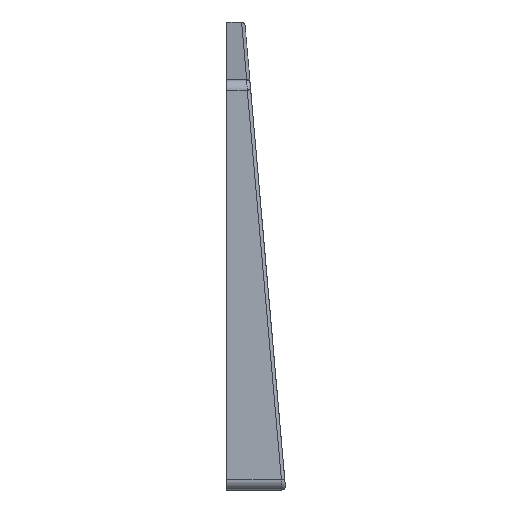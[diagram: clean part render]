
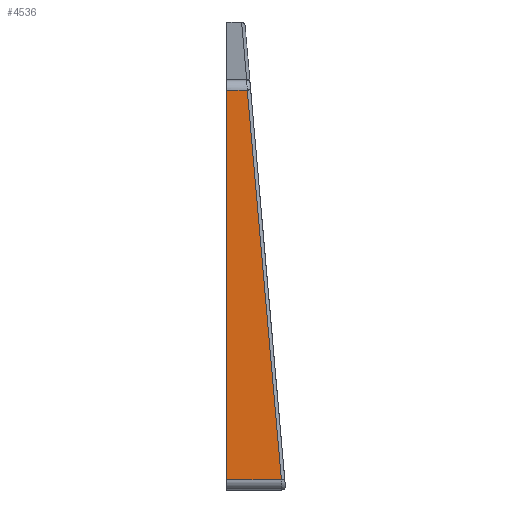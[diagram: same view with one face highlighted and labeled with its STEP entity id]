
A CAD part, left-side view. The second image highlights one B-rep face of the part: STEP entity #4536.
In plain terms, the highlighted planar face has unit normal (-1, 0, 0).
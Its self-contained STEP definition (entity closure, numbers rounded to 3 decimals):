
#208=PLANE('',#4981);
#467=FACE_OUTER_BOUND('',#739,.T.);
#739=EDGE_LOOP('',(#4096,#4097,#4098,#4099));
#1026=LINE('',#7398,#1451);
#1148=LINE('',#7785,#1573);
#1161=LINE('',#7944,#1586);
#1162=LINE('',#7946,#1587);
#1451=VECTOR('',#5786,10.);
#1573=VECTOR('',#6160,10.);
#1586=VECTOR('',#6227,10.);
#1587=VECTOR('',#6230,10.);
#2116=VERTEX_POINT('',#7395);
#2117=VERTEX_POINT('',#7397);
#2205=VERTEX_POINT('',#7779);
#2206=VERTEX_POINT('',#7783);
#2659=EDGE_CURVE('',#2117,#2116,#1026,.T.);
#2830=EDGE_CURVE('',#2206,#2205,#1148,.T.);
#2857=EDGE_CURVE('',#2205,#2116,#1161,.T.);
#2858=EDGE_CURVE('',#2117,#2206,#1162,.T.);
#4096=ORIENTED_EDGE('',*,*,#2830,.F.);
#4097=ORIENTED_EDGE('',*,*,#2858,.F.);
#4098=ORIENTED_EDGE('',*,*,#2659,.T.);
#4099=ORIENTED_EDGE('',*,*,#2857,.F.);
#4536=ADVANCED_FACE('',(#467),#208,.T.);
#4981=AXIS2_PLACEMENT_3D('',#7945,#6228,#6229);
#5786=DIRECTION('',(0.,0.,-1.));
#6160=DIRECTION('',(0.,-0.087,-0.996));
#6227=DIRECTION('',(0.,1.,0.));
#6228=DIRECTION('center_axis',(-1.,0.,0.));
#6229=DIRECTION('ref_axis',(0.,0.,-1.));
#6230=DIRECTION('',(0.,-1.,0.));
#7395=CARTESIAN_POINT('',(-159.707,-6.,88.252));
#7397=CARTESIAN_POINT('',(-159.707,-6.,203.293));
#7398=CARTESIAN_POINT('',(-159.707,-6.,206.293));
#7779=CARTESIAN_POINT('',(-159.707,-22.155,88.252));
#7783=CARTESIAN_POINT('',(-159.707,-12.091,203.293));
#7785=CARTESIAN_POINT('',(-159.707,-17.263,144.17));
#7944=CARTESIAN_POINT('',(-159.707,-6.,88.252));
#7945=CARTESIAN_POINT('Origin',(-159.707,-6.,206.293));
#7946=CARTESIAN_POINT('',(-159.707,-6.,203.293));
